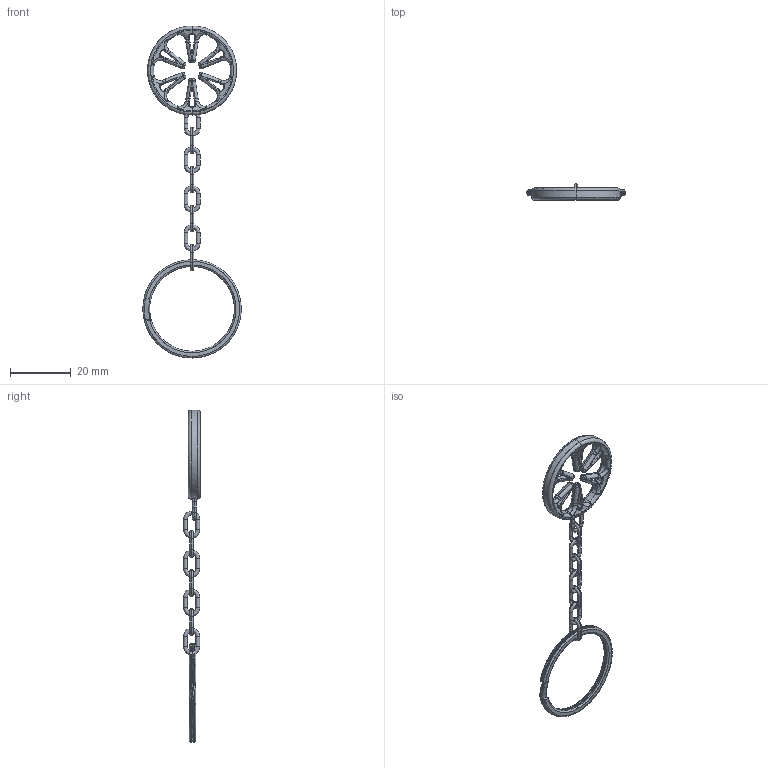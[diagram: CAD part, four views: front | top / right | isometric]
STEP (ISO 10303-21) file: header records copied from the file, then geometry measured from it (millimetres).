
FILE_DESCRIPTION(('FreeCAD Model'),'2;1');
FILE_NAME('Open CASCADE Shape Model','2025-05-04T06:48:12',('FreeCAD'),( 'FreeCAD'),'Open CASCADE STEP processor 7.6','FreeCAD','Unknown');
FILE_SCHEMA(('AUTOMOTIVE_DESIGN { 1 0 10303 214 1 1 1 1 }'));
Products named in the file (1): Open CASCADE STEP translator 7.6 1
Bounding box: 32.2 x 5.46 x 108.92 mm (x, y, z)
Surface area: 2867.8 mm2 (no closed solid volume)
Topology: 0 solids, 587 shells, 587 faces, 4635 edges, 4607 vertices
Faces by surface type: bspline 587
Entity records: 59848 total; most frequent: CARTESIAN_POINT 39554, ORIENTED_EDGE 4611, EDGE_CURVE 4611, VERTEX_POINT 4611, B_SPLINE_CURVE_WITH_KNOTS 3455, FACE_BOUND 589, EDGE_LOOP 589, SHELL_BASED_SURFACE_MODEL 587
